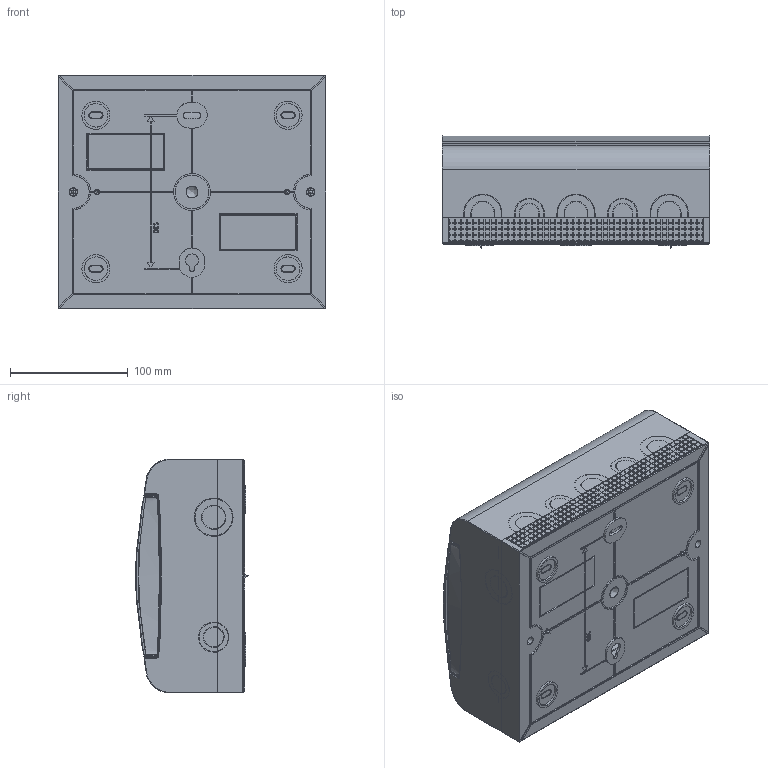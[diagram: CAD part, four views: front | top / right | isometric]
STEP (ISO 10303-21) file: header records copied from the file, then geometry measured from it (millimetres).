
FILE_DESCRIPTION (( 'STEP AP214' ), '1' );
FILE_NAME ('SB-N-10(W).ÃÌ Ùèò ðàñïðåä. íàâåñíîé ÙÐÍ-Ï-10.STEP', '2025-01-17T06:11:07', ( '' ), ( '' ), 'SwSTEP 2.0', 'SolidWorks 2021', '' );
FILE_SCHEMA (( 'AUTOMOTIVE_DESIGN' ));
Length unit declared in the file: millimetre
Products named in the file (1): SB-N-10(W).ÃÌ Ùèò ðàñïðåä. íàâåñíîé ÙÐÍ-Ï-10
Bounding box: 227 x 95.25 x 198 mm (x, y, z)
Volume: 445697.4 mm3; surface area: 459977.5 mm2
Topology: 26 solids, 26 shells, 6249 faces, 16448 edges, 10672 vertices
Faces by surface type: plane 3865, bspline 1174, cylinder 750, cone 352, torus 96, sphere 12
Entity records: 322865 total; most frequent: CARTESIAN_POINT 111590, ORIENTED_EDGE 32758, DIRECTION 23593, EDGE_CURVE 16379, VERTEX_POINT 10672, VECTOR 10215, LINE 10215, EDGE_LOOP 6823
